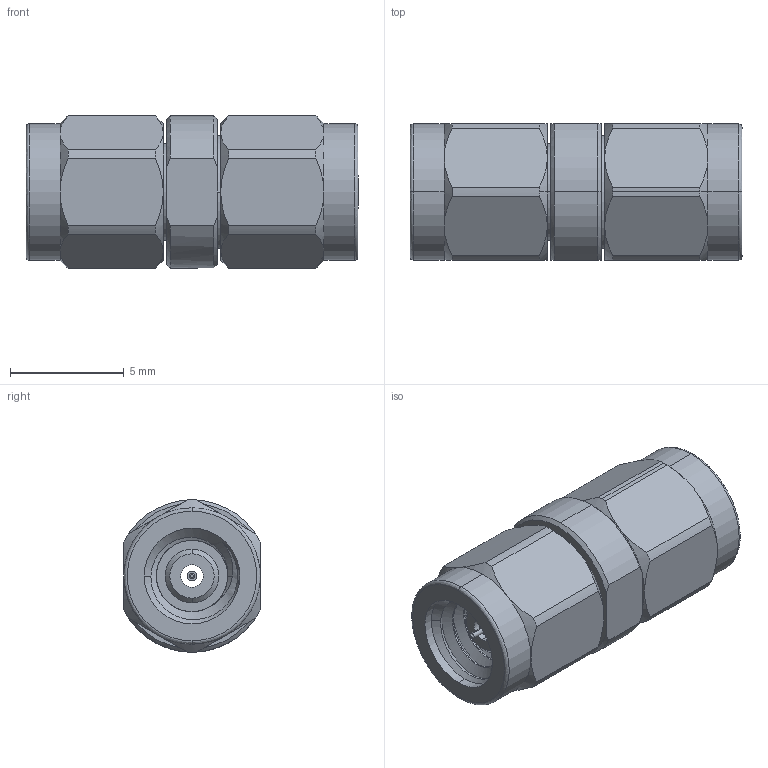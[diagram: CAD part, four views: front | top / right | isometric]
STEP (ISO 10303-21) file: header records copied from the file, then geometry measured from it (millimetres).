
FILE_DESCRIPTION (( 'STEP AP214' ), '1' );
FILE_NAME ('FMAD10018_3D.step', '2024-07-15T20:06:49', ( '' ), ( '' ), 'SwSTEP 2.0', 'SolidWorks 2022', '' );
FILE_SCHEMA (( 'AUTOMOTIVE_DESIGN' ));
Length unit declared in the file: millimetre
Products named in the file (1): FMAD10018_3D
Bounding box: 14.6 x 6 x 6.7 mm (x, y, z)
Volume: 354.1 mm3; surface area: 778.2 mm2
Topology: 4 solids, 4 shells, 175 faces, 409 edges, 256 vertices
Faces by surface type: cylinder 66, cone 59, plane 38, bspline 12
Entity records: 7148 total; most frequent: CARTESIAN_POINT 3241, ORIENTED_EDGE 818, DIRECTION 769, EDGE_CURVE 409, AXIS2_PLACEMENT_3D 326, VERTEX_POINT 256, EDGE_LOOP 195, FACE_OUTER_BOUND 175
